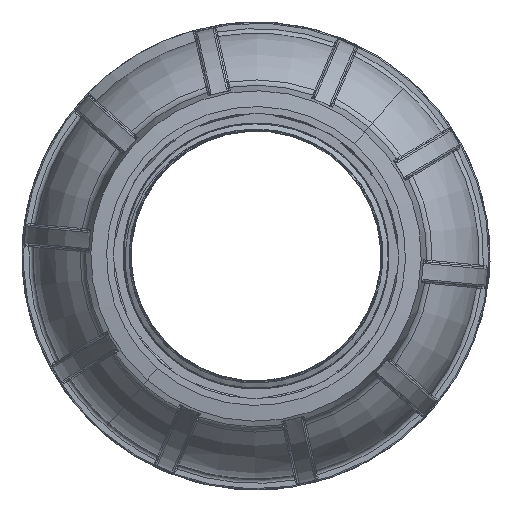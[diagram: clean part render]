
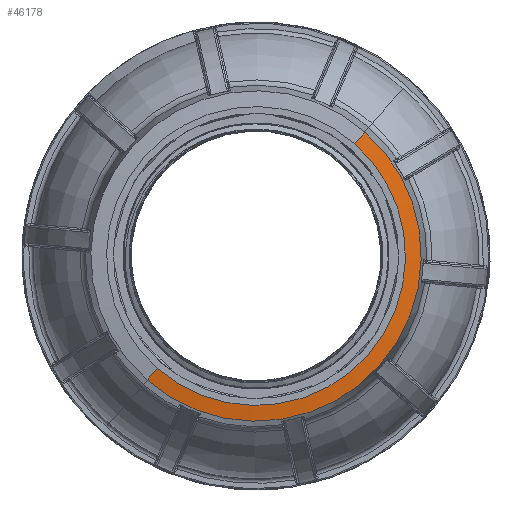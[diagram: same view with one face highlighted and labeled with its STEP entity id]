
A CAD part, left-side view. The second image highlights one B-rep face of the part: STEP entity #46178.
In plain terms, the highlighted conical face has half-angle 82 degrees and reference radius 33.53 mm.
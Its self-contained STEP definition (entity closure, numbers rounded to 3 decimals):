
#19525 = AXIS2_PLACEMENT_3D ( 'NONE', #30150, #30151, #30152 ) ;
#19526 = CONICAL_SURFACE ( 'NONE', #19525, 33.53, 1.431 ) ;
#23686 = ORIENTED_EDGE ( 'NONE', *, *, #40958, .F. ) ;
#23689 = ORIENTED_EDGE ( 'NONE', *, *, #38979, .F. ) ;
#23690 = ORIENTED_EDGE ( 'NONE', *, *, #40956, .F. ) ;
#23691 = ORIENTED_EDGE ( 'NONE', *, *, #38981, .T. ) ;
#24876 = FACE_OUTER_BOUND ( 'NONE', #36055, .T. ) ;
#30150 = CARTESIAN_POINT ( 'NONE',  ( -91.172, -57.959, 0. ) ) ;
#30151 = DIRECTION ( 'NONE',  ( 1., 0., 0. ) ) ;
#30152 = DIRECTION ( 'NONE',  ( 0., 0.659, -0.752 ) ) ;
#34250 = VERTEX_POINT ( 'NONE', #48188 ) ;
#34252 = VERTEX_POINT ( 'NONE', #48189 ) ;
#34335 = VERTEX_POINT ( 'NONE', #48227 ) ;
#34337 = VERTEX_POINT ( 'NONE', #48228 ) ;
#36055 = EDGE_LOOP ( 'NONE', ( #23689, #23690, #23691, #23686 ) ) ;
#36996 = LINE ( 'NONE', #58738, #64215 ) ;
#36997 = LINE ( 'NONE', #58743, #64218 ) ;
#38979 = EDGE_CURVE ( 'NONE', #34335, #34252, #36996, .T. ) ;
#38981 = EDGE_CURVE ( 'NONE', #34337, #34250, #36997, .T. ) ;
#40956 = EDGE_CURVE ( 'NONE', #34337, #34335, #65586, .T. ) ;
#40958 = EDGE_CURVE ( 'NONE', #34252, #34250, #65590, .T. ) ;
#46178 = ADVANCED_FACE ( 'NONE', ( #24876 ), #19526, .T. ) ;
#48188 = CARTESIAN_POINT ( 'NONE',  ( -90.676, -33.519, -27.86 ) ) ;
#48189 = CARTESIAN_POINT ( 'NONE',  ( -90.676, -82.4, 27.86 ) ) ;
#48227 = CARTESIAN_POINT ( 'NONE',  ( -91.172, -80.071, 25.205 ) ) ;
#48228 = CARTESIAN_POINT ( 'NONE',  ( -91.172, -35.848, -25.205 ) ) ;
#58738 = CARTESIAN_POINT ( 'NONE',  ( -91.172, -80.071, 25.205 ) ) ;
#58739 = DIRECTION ( 'NONE',  ( 0.139, -0.653, 0.744 ) ) ;
#58743 = CARTESIAN_POINT ( 'NONE',  ( -91.172, -35.848, -25.205 ) ) ;
#58744 = DIRECTION ( 'NONE',  ( 0.139, 0.653, -0.744 ) ) ;
#64215 = VECTOR ( 'NONE', #58739, 1000. ) ;
#64218 = VECTOR ( 'NONE', #58744, 1000. ) ;
#65586 = CIRCLE ( 'NONE', #65596, 33.53 ) ;
#65590 = CIRCLE ( 'NONE', #65598, 37.061 ) ;
#65596 = AXIS2_PLACEMENT_3D ( 'NONE', #66163, #66164, #66165 ) ;
#65598 = AXIS2_PLACEMENT_3D ( 'NONE', #66166, #66167, #66168 ) ;
#66163 = CARTESIAN_POINT ( 'NONE',  ( -91.172, -57.959, 0. ) ) ;
#66164 = DIRECTION ( 'NONE',  ( -1., 0., 0. ) ) ;
#66165 = DIRECTION ( 'NONE',  ( 0., 0.659, -0.752 ) ) ;
#66166 = CARTESIAN_POINT ( 'NONE',  ( -90.676, -57.959, 0. ) ) ;
#66167 = DIRECTION ( 'NONE',  ( 1., 0., 0. ) ) ;
#66168 = DIRECTION ( 'NONE',  ( 0., -0.659, 0.752 ) ) ;
